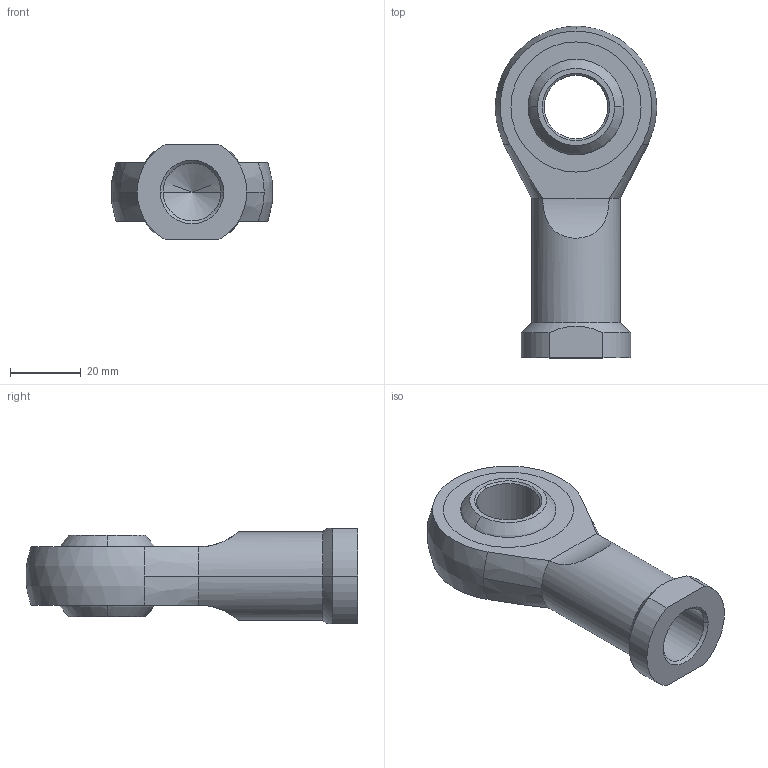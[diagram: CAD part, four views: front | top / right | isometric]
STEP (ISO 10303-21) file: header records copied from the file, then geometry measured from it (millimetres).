
FILE_DESCRIPTION(('STEP AP214'),'1');
FILE_NAME('HALDERN_EH_22982_0216.stp','2020-02-28T09:40:19',('TraceParts'),('TraceParts S.A.'),'Spatial InterOp 3D',' ',' ');
FILE_SCHEMA(('AUTOMOTIVE_DESIGN { 1 0 10303 214 1 1 1 1 }'));
Length unit declared in the file: millimetre
Products named in the file (1): HALDERN_EH_22982_0216_1
Bounding box: 45.6 x 93.94 x 27 mm (x, y, z)
Volume: 40703.8 mm3; surface area: 19991 mm2
Topology: 3 solids, 3 shells, 50 faces, 117 edges, 73 vertices
Faces by surface type: cylinder 18, cone 16, plane 10, sphere 6
Entity records: 1976 total; most frequent: CARTESIAN_POINT 361, DIRECTION 284, ORIENTED_EDGE 230, AXIS2_PLACEMENT_3D 124, EDGE_CURVE 115, VERTEX_POINT 73, CIRCLE 71, EDGE_LOOP 58
